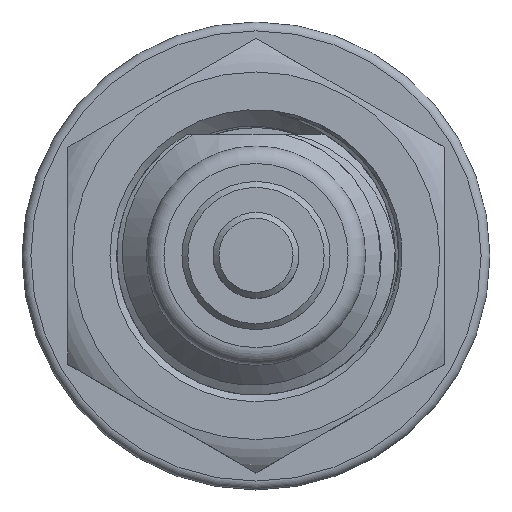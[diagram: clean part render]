
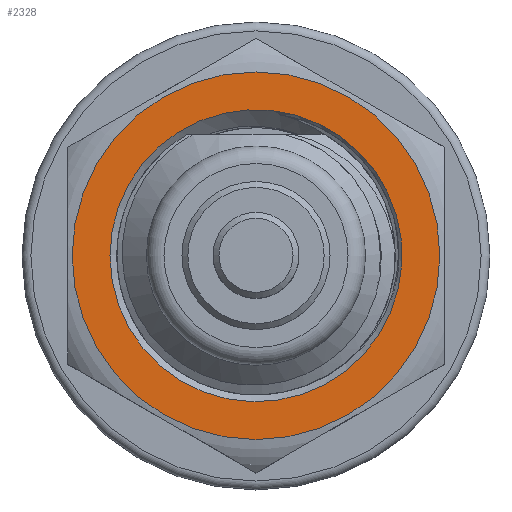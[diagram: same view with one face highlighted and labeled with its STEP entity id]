
A CAD part, top view. The second image highlights one B-rep face of the part: STEP entity #2328.
In plain terms, the highlighted planar face has unit normal (0, 0, 1).
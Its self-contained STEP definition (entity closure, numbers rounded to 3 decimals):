
#228=PLANE('',#3216);
#1110=ORIENTED_EDGE('',*,*,#1483,.T.);
#1111=ORIENTED_EDGE('',*,*,#1481,.T.);
#1481=EDGE_CURVE('',#1723,#1723,#1810,.F.);
#1483=EDGE_CURVE('',#1725,#1725,#1812,.T.);
#1723=VERTEX_POINT('',#11206);
#1725=VERTEX_POINT('',#11212);
#1810=CIRCLE('',#3213,3.103);
#1812=CIRCLE('',#3217,2.465);
#1974=EDGE_LOOP('',(#1110));
#1975=EDGE_LOOP('',(#1111));
#2141=FACE_BOUND('',#1974,.T.);
#2142=FACE_BOUND('',#1975,.T.);
#2328=ADVANCED_FACE('',(#2141,#2142),#228,.F.);
#3213=AXIS2_PLACEMENT_3D('',#11205,#3737,#3738);
#3216=AXIS2_PLACEMENT_3D('',#11210,#3743,#3744);
#3217=AXIS2_PLACEMENT_3D('',#11211,#3745,#3746);
#3737=DIRECTION('',(0.,0.,-1.));
#3738=DIRECTION('',(-1.,0.,0.));
#3743=DIRECTION('',(0.,0.,-1.));
#3744=DIRECTION('',(-1.,0.,0.));
#3745=DIRECTION('',(0.,0.,-1.));
#3746=DIRECTION('',(-1.,0.,0.));
#11205=CARTESIAN_POINT('',(0.,0.,4.9));
#11206=CARTESIAN_POINT('',(-3.103,0.,4.9));
#11210=CARTESIAN_POINT('',(0.,0.,4.9));
#11211=CARTESIAN_POINT('',(0.,0.,4.9));
#11212=CARTESIAN_POINT('',(-2.465,0.,4.9));
